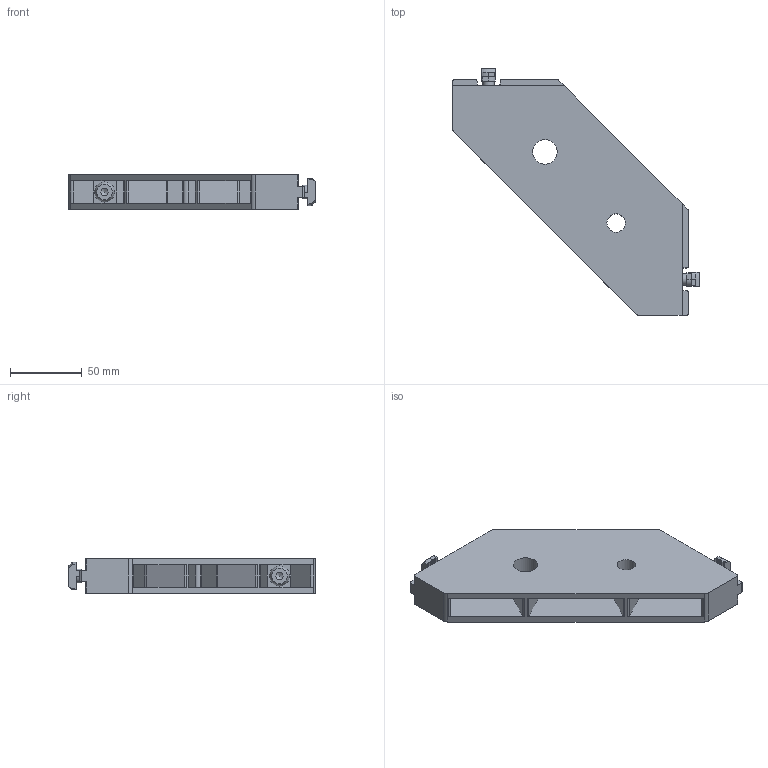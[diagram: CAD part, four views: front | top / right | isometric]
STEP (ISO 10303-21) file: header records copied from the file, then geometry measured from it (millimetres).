
FILE_DESCRIPTION(('STEP AP203'),'1');
FILE_NAME('BASE10B1306.stp','2023-12-11T10:18:56',(' '),(' '),'Spatial InterOp 3D',' ',' ');
FILE_SCHEMA(('CONFIG_CONTROL_DESIGN'));
Length unit declared in the file: millimetre
Products named in the file (5): Kit de fixation; Vis BHC - M8x30; Ecrou tête rectangulaire 10 M8; Kit plaque renfort de fixation au sol 8  -P1045; BASE08E1744
Assembly tree (5 placements, depth 3):
  Kit plaque renfort de fixation au sol 8  -P1045
    Kit de fixation  x2
      Vis BHC - M8x30
      Ecrou tête rectangulaire 10 M8
    BASE08E1744
Bounding box: 171.8 x 171.8 x 24 mm (x, y, z)
Volume: 205383.7 mm3; surface area: 71544 mm2
Topology: 5 solids, 5 shells, 283 faces, 802 edges, 534 vertices
Faces by surface type: plane 203, cylinder 70, cone 4, bspline 4, sphere 2
Full cylindrical faces by diameter (mm): 6.8 x2, 8 x4, 9 x2, 12.8 x1, 17 x1
Entity records: 7286 total; most frequent: CARTESIAN_POINT 1239, DIRECTION 1093, ORIENTED_EDGE 1068, EDGE_CURVE 534, AXIS2_PLACEMENT_3D 376, VERTEX_POINT 363, LINE 341, VECTOR 341
